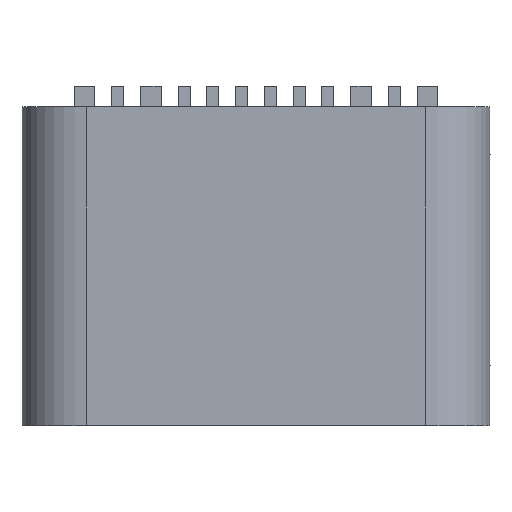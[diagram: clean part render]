
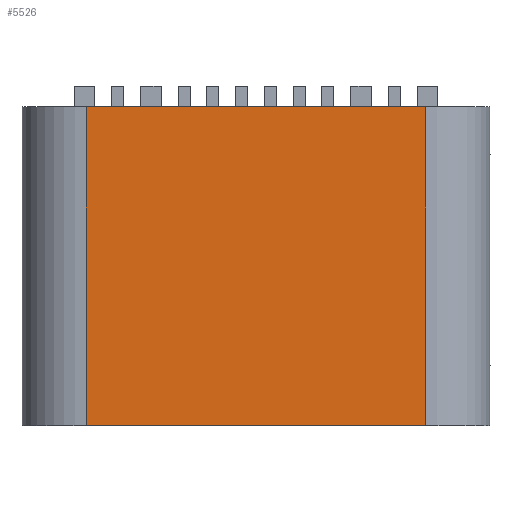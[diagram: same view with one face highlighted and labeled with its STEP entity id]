
A CAD part, top view. The second image highlights one B-rep face of the part: STEP entity #5526.
In plain terms, the highlighted planar face has unit normal (0, 0, 1).
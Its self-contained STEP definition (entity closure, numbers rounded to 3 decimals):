
#160 = ORIENTED_EDGE ( 'NONE', *, *, #2188, .F. ) ;
#178 = EDGE_CURVE ( 'NONE', #1895, #276, #731, .T. ) ;
#223 = CARTESIAN_POINT ( 'NONE',  ( 3.245, 6.1, 3.16 ) ) ;
#276 = VERTEX_POINT ( 'NONE', #3942 ) ;
#324 = LINE ( 'NONE', #1204, #4375 ) ;
#429 = CARTESIAN_POINT ( 'NONE',  ( 3.245, 0., 3.16 ) ) ;
#622 = PLANE ( 'NONE',  #4321 ) ;
#701 = CARTESIAN_POINT ( 'NONE',  ( 3.245, 0., 3.16 ) ) ;
#731 = LINE ( 'NONE', #2515, #4291 ) ;
#760 = VERTEX_POINT ( 'NONE', #429 ) ;
#1102 = LINE ( 'NONE', #701, #5273 ) ;
#1204 = CARTESIAN_POINT ( 'NONE',  ( 3.245, 6.1, 3.16 ) ) ;
#1596 = DIRECTION ( 'NONE',  ( 1., 0., 0. ) ) ;
#1607 = DIRECTION ( 'NONE',  ( 0., -1., 0. ) ) ;
#1731 = CARTESIAN_POINT ( 'NONE',  ( 3.245, 6.1, 3.16 ) ) ;
#1885 = DIRECTION ( 'NONE',  ( -1., 0., 0. ) ) ;
#1895 = VERTEX_POINT ( 'NONE', #2697 ) ;
#2188 = EDGE_CURVE ( 'NONE', #4449, #760, #324, .T. ) ;
#2233 = EDGE_CURVE ( 'NONE', #276, #760, #1102, .T. ) ;
#2418 = ORIENTED_EDGE ( 'NONE', *, *, #2233, .T. ) ;
#2473 = ORIENTED_EDGE ( 'NONE', *, *, #4000, .F. ) ;
#2515 = CARTESIAN_POINT ( 'NONE',  ( -3.245, 6.1, 3.16 ) ) ;
#2553 = CARTESIAN_POINT ( 'NONE',  ( 3.245, 6.1, 3.16 ) ) ;
#2697 = CARTESIAN_POINT ( 'NONE',  ( -3.245, 6.1, 3.16 ) ) ;
#3093 = VECTOR ( 'NONE', #5549, 1000. ) ;
#3222 = DIRECTION ( 'NONE',  ( 0., 0., -1. ) ) ;
#3571 = FACE_OUTER_BOUND ( 'NONE', #4143, .T. ) ;
#3942 = CARTESIAN_POINT ( 'NONE',  ( -3.245, 0., 3.16 ) ) ;
#4000 = EDGE_CURVE ( 'NONE', #1895, #4449, #4782, .T. ) ;
#4022 = ORIENTED_EDGE ( 'NONE', *, *, #178, .T. ) ;
#4143 = EDGE_LOOP ( 'NONE', ( #2418, #160, #2473, #4022 ) ) ;
#4291 = VECTOR ( 'NONE', #1607, 1000. ) ;
#4321 = AXIS2_PLACEMENT_3D ( 'NONE', #223, #3222, #1885 ) ;
#4375 = VECTOR ( 'NONE', #4580, 1000. ) ;
#4449 = VERTEX_POINT ( 'NONE', #1731 ) ;
#4580 = DIRECTION ( 'NONE',  ( 0., -1., 0. ) ) ;
#4782 = LINE ( 'NONE', #2553, #3093 ) ;
#5273 = VECTOR ( 'NONE', #1596, 1000. ) ;
#5526 = ADVANCED_FACE ( 'NONE', ( #3571 ), #622, .F. ) ;
#5549 = DIRECTION ( 'NONE',  ( 1., 0., 0. ) ) ;
